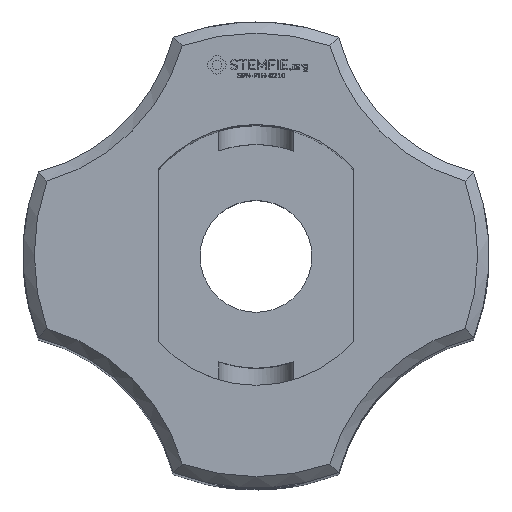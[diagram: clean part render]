
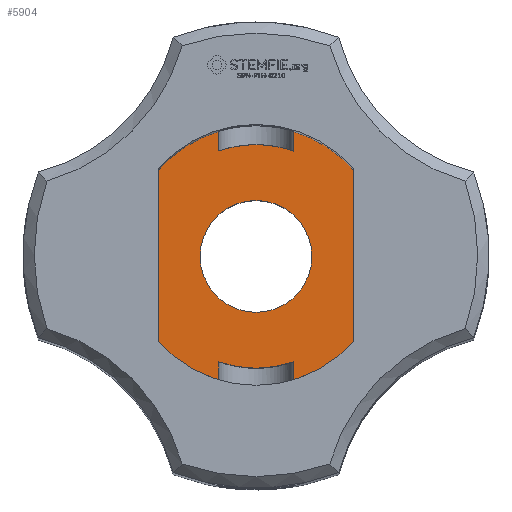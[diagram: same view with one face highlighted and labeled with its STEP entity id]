
A CAD part, top view. The second image highlights one B-rep face of the part: STEP entity #5904.
In plain terms, the highlighted planar face has unit normal (0, 0, 1).
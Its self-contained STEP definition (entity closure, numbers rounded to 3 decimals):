
#1123 = VERTEX_POINT('',#1124);
#1124 = CARTESIAN_POINT('',(2.829,0.998,11.));
#1138 = EDGE_CURVE('',#1139,#1123,#1141,.T.);
#1139 = VERTEX_POINT('',#1140);
#1140 = CARTESIAN_POINT('',(2.625,0.998,11.));
#1141 = LINE('',#1142,#1143);
#1142 = CARTESIAN_POINT('',(39.041,0.998,11.));
#1143 = VECTOR('',#1144,1.);
#1144 = DIRECTION('',(1.,0.,0.));
#1147 = VERTEX_POINT('',#1148);
#1148 = CARTESIAN_POINT('',(2.625,-0.998,11.));
#1155 = EDGE_CURVE('',#1147,#1156,#1158,.T.);
#1156 = VERTEX_POINT('',#1157);
#1157 = CARTESIAN_POINT('',(2.829,-0.998,11.));
#1158 = LINE('',#1159,#1160);
#1159 = CARTESIAN_POINT('',(39.041,-0.998,11.));
#1160 = VECTOR('',#1161,1.);
#1161 = DIRECTION('',(1.,0.,0.));
#5832 = EDGE_CURVE('',#5833,#1139,#5835,.T.);
#5833 = VERTEX_POINT('',#5834);
#5834 = CARTESIAN_POINT('',(2.625,2.315,11.));
#5835 = LINE('',#5836,#5837);
#5836 = CARTESIAN_POINT('',(2.625,2.315,11.));
#5837 = VECTOR('',#5838,1.);
#5838 = DIRECTION('',(0.,-1.,0.));
#5848 = VERTEX_POINT('',#5849);
#5849 = CARTESIAN_POINT('',(2.625,-2.315,11.));
#5855 = EDGE_CURVE('',#1147,#5848,#5856,.T.);
#5856 = LINE('',#5857,#5858);
#5857 = CARTESIAN_POINT('',(2.625,2.315,11.));
#5858 = VECTOR('',#5859,1.);
#5859 = DIRECTION('',(0.,-1.,0.));
#5891 = EDGE_CURVE('',#1123,#1156,#5892,.T.);
#5892 = CIRCLE('',#5893,3.);
#5893 = AXIS2_PLACEMENT_3D('',#5894,#5895,#5896);
#5894 = CARTESIAN_POINT('',(0.,0.,11.));
#5895 = DIRECTION('',(0.,0.,-1.));
#5896 = DIRECTION('',(0.,1.,0.));
#5904 = ADVANCED_FACE('',(#5905,#6046),#6057,.T.);
#5905 = FACE_BOUND('',#5906,.T.);
#5906 = EDGE_LOOP('',(#5907,#5908,#5909,#5910,#5911,#5920,#5928,#5937,
    #5946,#5954,#5963,#5971,#5979,#5988,#5996,#6004,#6013,#6021,#6030,
    #6038,#6045));
#5907 = ORIENTED_EDGE('',*,*,#1155,.T.);
#5908 = ORIENTED_EDGE('',*,*,#5891,.F.);
#5909 = ORIENTED_EDGE('',*,*,#1138,.F.);
#5910 = ORIENTED_EDGE('',*,*,#5832,.F.);
#5911 = ORIENTED_EDGE('',*,*,#5912,.T.);
#5912 = EDGE_CURVE('',#5833,#5913,#5915,.T.);
#5913 = VERTEX_POINT('',#5914);
#5914 = CARTESIAN_POINT('',(0.998,3.355,11.));
#5915 = CIRCLE('',#5916,3.5);
#5916 = AXIS2_PLACEMENT_3D('',#5917,#5918,#5919);
#5917 = CARTESIAN_POINT('',(0.,0.,11.));
#5918 = DIRECTION('',(0.,0.,1.));
#5919 = DIRECTION('',(1.,0.,0.));
#5920 = ORIENTED_EDGE('',*,*,#5921,.T.);
#5921 = EDGE_CURVE('',#5913,#5922,#5924,.T.);
#5922 = VERTEX_POINT('',#5923);
#5923 = CARTESIAN_POINT('',(0.998,2.829,11.));
#5924 = LINE('',#5925,#5926);
#5925 = CARTESIAN_POINT('',(0.998,-39.041,11.));
#5926 = VECTOR('',#5927,1.);
#5927 = DIRECTION('',(0.,-1.,0.));
#5928 = ORIENTED_EDGE('',*,*,#5929,.F.);
#5929 = EDGE_CURVE('',#5930,#5922,#5932,.T.);
#5930 = VERTEX_POINT('',#5931);
#5931 = CARTESIAN_POINT('',(0.,3.,11.));
#5932 = CIRCLE('',#5933,3.);
#5933 = AXIS2_PLACEMENT_3D('',#5934,#5935,#5936);
#5934 = CARTESIAN_POINT('',(0.,0.,11.));
#5935 = DIRECTION('',(0.,0.,-1.));
#5936 = DIRECTION('',(0.,1.,0.));
#5937 = ORIENTED_EDGE('',*,*,#5938,.F.);
#5938 = EDGE_CURVE('',#5939,#5930,#5941,.T.);
#5939 = VERTEX_POINT('',#5940);
#5940 = CARTESIAN_POINT('',(-0.998,2.829,11.));
#5941 = CIRCLE('',#5942,3.);
#5942 = AXIS2_PLACEMENT_3D('',#5943,#5944,#5945);
#5943 = CARTESIAN_POINT('',(0.,0.,11.));
#5944 = DIRECTION('',(0.,0.,-1.));
#5945 = DIRECTION('',(0.,1.,0.));
#5946 = ORIENTED_EDGE('',*,*,#5947,.F.);
#5947 = EDGE_CURVE('',#5948,#5939,#5950,.T.);
#5948 = VERTEX_POINT('',#5949);
#5949 = CARTESIAN_POINT('',(-0.998,3.355,11.));
#5950 = LINE('',#5951,#5952);
#5951 = CARTESIAN_POINT('',(-0.998,-39.041,11.));
#5952 = VECTOR('',#5953,1.);
#5953 = DIRECTION('',(0.,-1.,0.));
#5954 = ORIENTED_EDGE('',*,*,#5955,.T.);
#5955 = EDGE_CURVE('',#5948,#5956,#5958,.T.);
#5956 = VERTEX_POINT('',#5957);
#5957 = CARTESIAN_POINT('',(-2.625,2.315,11.));
#5958 = CIRCLE('',#5959,3.5);
#5959 = AXIS2_PLACEMENT_3D('',#5960,#5961,#5962);
#5960 = CARTESIAN_POINT('',(0.,0.,11.));
#5961 = DIRECTION('',(0.,0.,1.));
#5962 = DIRECTION('',(1.,0.,0.));
#5963 = ORIENTED_EDGE('',*,*,#5964,.T.);
#5964 = EDGE_CURVE('',#5956,#5965,#5967,.T.);
#5965 = VERTEX_POINT('',#5966);
#5966 = CARTESIAN_POINT('',(-2.625,0.998,11.));
#5967 = LINE('',#5968,#5969);
#5968 = CARTESIAN_POINT('',(-2.625,2.315,11.));
#5969 = VECTOR('',#5970,1.);
#5970 = DIRECTION('',(0.,-1.,0.));
#5971 = ORIENTED_EDGE('',*,*,#5972,.F.);
#5972 = EDGE_CURVE('',#5973,#5965,#5975,.T.);
#5973 = VERTEX_POINT('',#5974);
#5974 = CARTESIAN_POINT('',(-2.829,0.998,11.));
#5975 = LINE('',#5976,#5977);
#5976 = CARTESIAN_POINT('',(39.041,0.998,11.));
#5977 = VECTOR('',#5978,1.);
#5978 = DIRECTION('',(1.,0.,0.));
#5979 = ORIENTED_EDGE('',*,*,#5980,.F.);
#5980 = EDGE_CURVE('',#5981,#5973,#5983,.T.);
#5981 = VERTEX_POINT('',#5982);
#5982 = CARTESIAN_POINT('',(-2.829,-0.998,11.));
#5983 = CIRCLE('',#5984,3.);
#5984 = AXIS2_PLACEMENT_3D('',#5985,#5986,#5987);
#5985 = CARTESIAN_POINT('',(0.,0.,11.));
#5986 = DIRECTION('',(0.,0.,-1.));
#5987 = DIRECTION('',(0.,1.,0.));
#5988 = ORIENTED_EDGE('',*,*,#5989,.T.);
#5989 = EDGE_CURVE('',#5981,#5990,#5992,.T.);
#5990 = VERTEX_POINT('',#5991);
#5991 = CARTESIAN_POINT('',(-2.625,-0.998,11.));
#5992 = LINE('',#5993,#5994);
#5993 = CARTESIAN_POINT('',(39.041,-0.998,11.));
#5994 = VECTOR('',#5995,1.);
#5995 = DIRECTION('',(1.,0.,0.));
#5996 = ORIENTED_EDGE('',*,*,#5997,.T.);
#5997 = EDGE_CURVE('',#5990,#5998,#6000,.T.);
#5998 = VERTEX_POINT('',#5999);
#5999 = CARTESIAN_POINT('',(-2.625,-2.315,11.));
#6000 = LINE('',#6001,#6002);
#6001 = CARTESIAN_POINT('',(-2.625,2.315,11.));
#6002 = VECTOR('',#6003,1.);
#6003 = DIRECTION('',(0.,-1.,0.));
#6004 = ORIENTED_EDGE('',*,*,#6005,.T.);
#6005 = EDGE_CURVE('',#5998,#6006,#6008,.T.);
#6006 = VERTEX_POINT('',#6007);
#6007 = CARTESIAN_POINT('',(-0.998,-3.355,11.));
#6008 = CIRCLE('',#6009,3.5);
#6009 = AXIS2_PLACEMENT_3D('',#6010,#6011,#6012);
#6010 = CARTESIAN_POINT('',(0.,0.,11.));
#6011 = DIRECTION('',(0.,0.,1.));
#6012 = DIRECTION('',(1.,0.,0.));
#6013 = ORIENTED_EDGE('',*,*,#6014,.F.);
#6014 = EDGE_CURVE('',#6015,#6006,#6017,.T.);
#6015 = VERTEX_POINT('',#6016);
#6016 = CARTESIAN_POINT('',(-0.998,-2.829,11.));
#6017 = LINE('',#6018,#6019);
#6018 = CARTESIAN_POINT('',(-0.998,-39.041,11.));
#6019 = VECTOR('',#6020,1.);
#6020 = DIRECTION('',(0.,-1.,0.));
#6021 = ORIENTED_EDGE('',*,*,#6022,.F.);
#6022 = EDGE_CURVE('',#6023,#6015,#6025,.T.);
#6023 = VERTEX_POINT('',#6024);
#6024 = CARTESIAN_POINT('',(0.998,-2.829,11.));
#6025 = CIRCLE('',#6026,3.);
#6026 = AXIS2_PLACEMENT_3D('',#6027,#6028,#6029);
#6027 = CARTESIAN_POINT('',(0.,0.,11.));
#6028 = DIRECTION('',(0.,0.,-1.));
#6029 = DIRECTION('',(0.,1.,0.));
#6030 = ORIENTED_EDGE('',*,*,#6031,.T.);
#6031 = EDGE_CURVE('',#6023,#6032,#6034,.T.);
#6032 = VERTEX_POINT('',#6033);
#6033 = CARTESIAN_POINT('',(0.998,-3.355,11.));
#6034 = LINE('',#6035,#6036);
#6035 = CARTESIAN_POINT('',(0.998,-39.041,11.));
#6036 = VECTOR('',#6037,1.);
#6037 = DIRECTION('',(0.,-1.,0.));
#6038 = ORIENTED_EDGE('',*,*,#6039,.T.);
#6039 = EDGE_CURVE('',#6032,#5848,#6040,.T.);
#6040 = CIRCLE('',#6041,3.5);
#6041 = AXIS2_PLACEMENT_3D('',#6042,#6043,#6044);
#6042 = CARTESIAN_POINT('',(0.,0.,11.));
#6043 = DIRECTION('',(0.,0.,1.));
#6044 = DIRECTION('',(1.,0.,0.));
#6045 = ORIENTED_EDGE('',*,*,#5855,.F.);
#6046 = FACE_BOUND('',#6047,.T.);
#6047 = EDGE_LOOP('',(#6048));
#6048 = ORIENTED_EDGE('',*,*,#6049,.T.);
#6049 = EDGE_CURVE('',#6050,#6050,#6052,.T.);
#6050 = VERTEX_POINT('',#6051);
#6051 = CARTESIAN_POINT('',(0.,1.5,11.));
#6052 = CIRCLE('',#6053,1.5);
#6053 = AXIS2_PLACEMENT_3D('',#6054,#6055,#6056);
#6054 = CARTESIAN_POINT('',(0.,0.,11.));
#6055 = DIRECTION('',(0.,0.,-1.));
#6056 = DIRECTION('',(0.,1.,0.));
#6057 = PLANE('',#6058);
#6058 = AXIS2_PLACEMENT_3D('',#6059,#6060,#6061);
#6059 = CARTESIAN_POINT('',(0.,0.001,11.)
  );
#6060 = DIRECTION('',(0.,0.,1.));
#6061 = DIRECTION('',(1.,0.,0.));
